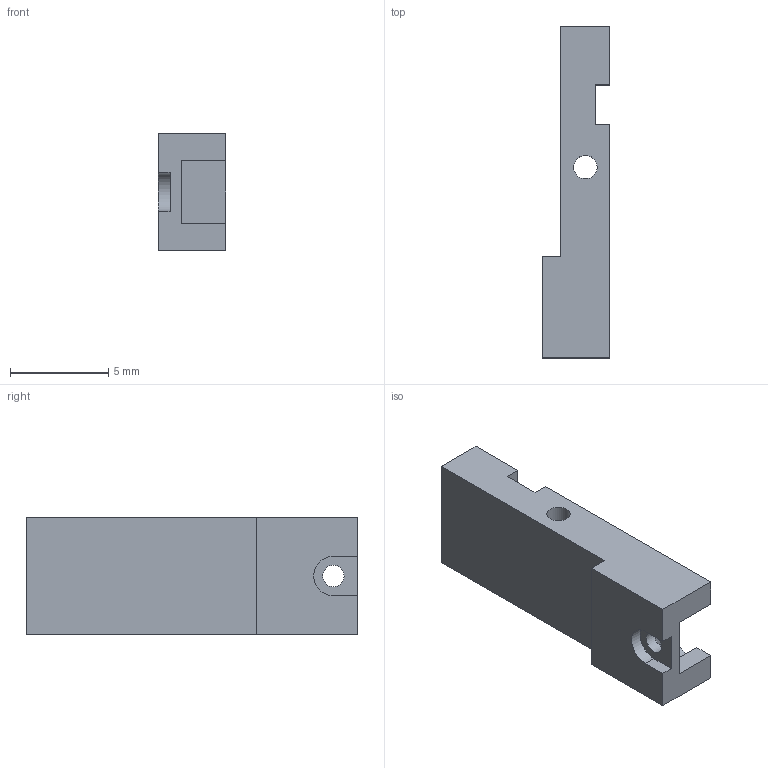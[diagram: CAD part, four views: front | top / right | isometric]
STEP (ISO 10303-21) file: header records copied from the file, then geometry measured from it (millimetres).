
FILE_DESCRIPTION(/* description */ (''),/* implementation_level */ '2;1');
FILE_NAME(/* name */ 'triad-v2b-middle-arm-W VER3.step',/* time_stamp */ '2021-06-15T15:27:18-05:00',/* author */ (''),/* organization */ (''),/* preprocessor_version */ 'ST-DEVELOPER v18.1',/* originating_system */ 'Autodesk Translation Framework v10.9.0.1377',/* authorisation */ '');
FILE_SCHEMA (('AUTOMOTIVE_DESIGN { 1 0 10303 214 3 1 1 }'));
Length unit declared in the file: millimetre
Products named in the file (1): triad-v2b-middle-arm-W VER3
Bounding box: 3.45 x 16.91 x 6 mm (x, y, z)
Volume: 242 mm3; surface area: 382.6 mm2
Topology: 1 solids, 1 shells, 24 faces, 66 edges, 44 vertices
Faces by surface type: plane 19, cylinder 5
Full cylindrical faces by diameter (mm): 1.1 x1, 1.2 x1
Entity records: 801 total; most frequent: CARTESIAN_POINT 135, ORIENTED_EDGE 132, DIRECTION 126, EDGE_CURVE 66, LINE 56, VECTOR 56, VERTEX_POINT 44, AXIS2_PLACEMENT_3D 35
